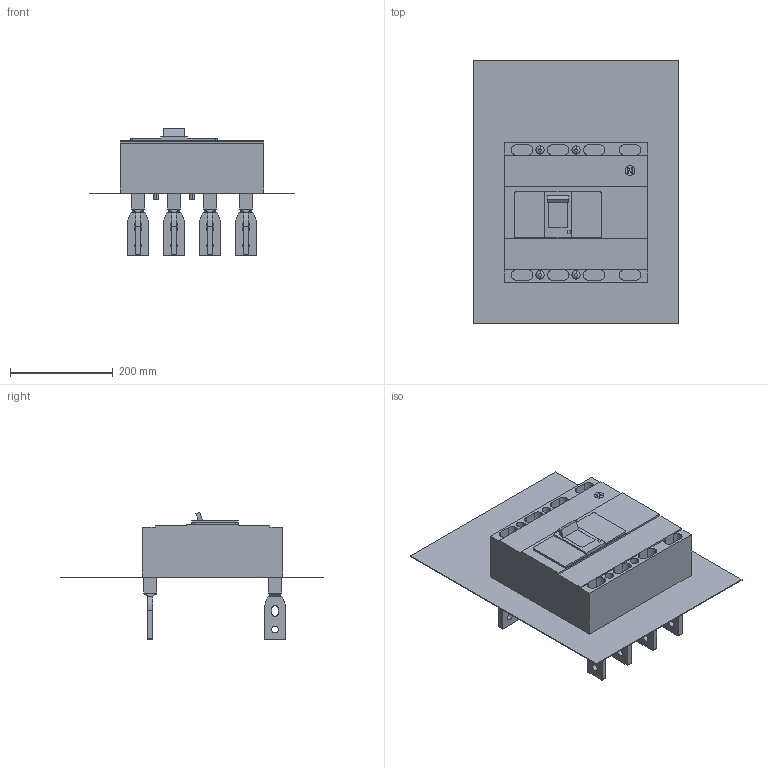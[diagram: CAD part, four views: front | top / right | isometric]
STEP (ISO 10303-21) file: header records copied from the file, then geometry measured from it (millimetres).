
FILE_DESCRIPTION(('CoCreate Modeling STEP Export'),'2;1');
FILE_NAME('ＰＶＳ８００ＮＤＬ４Ｒ.stp','2016-03-31T13:54:21',(''),(''),'CoCreate Modeling STEP processor for AP214 (Solid Model)','CoCreate Modeling 17.0 01-Apr-2010 (C) Parametric Technology GmbH','');
FILE_SCHEMA(('AUTOMOTIVE_DESIGN { 1 0 10303 214 1 1 1 1 }'));
Length unit declared in the file: millimetre
Products named in the file (4): p1; p3; p2; ＰＶＳ８００ＮＤＬ４Ｒ
Assembly tree (6 placements, depth 2):
  ＰＶＳ８００ＮＤＬ４Ｒ
    p2
    p3  x4
    p1
Bounding box: 400 x 513 x 248.18 mm (x, y, z)
Volume: 8024964 mm3; surface area: 855954.6 mm2
Topology: 6 solids, 6 shells, 414 faces, 1084 edges, 712 vertices
Faces by surface type: plane 248, cylinder 142, extrusion 16, torus 8
Entity records: 13262 total; most frequent: CARTESIAN_POINT 2689, ORIENTED_EDGE 2072, DIRECTION 1772, EDGE_CURVE 1036, VECTOR 738, LINE 722, VERTEX_POINT 682, AXIS2_PLACEMENT_3D 517
